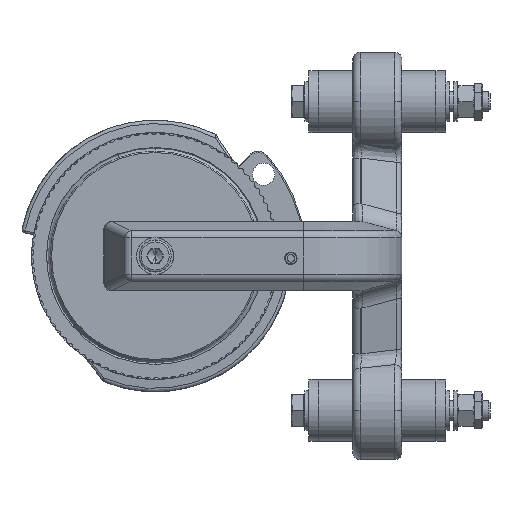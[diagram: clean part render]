
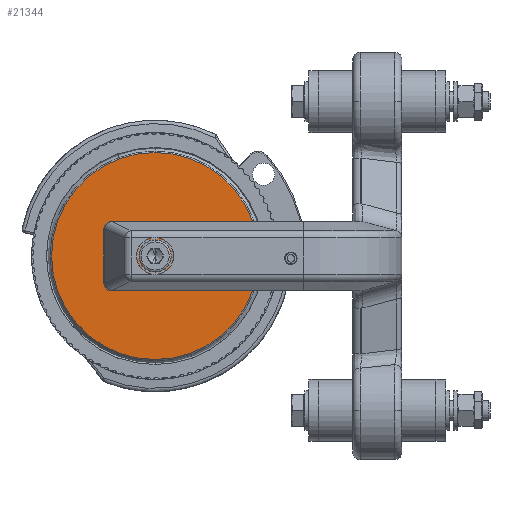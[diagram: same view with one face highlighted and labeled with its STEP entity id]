
A CAD part, left-side view. The second image highlights one B-rep face of the part: STEP entity #21344.
In plain terms, the highlighted planar face has unit normal (-1, 0, 0).
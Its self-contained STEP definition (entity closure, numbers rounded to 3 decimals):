
#2981 = FACE_OUTER_BOUND ( 'NONE', #52641, .T. ) ;
#2988 = FACE_BOUND ( 'NONE', #52389, .T. ) ;
#5455 = AXIS2_PLACEMENT_3D ( 'NONE', #6818, #6836, #6838 ) ;
#6818 = CARTESIAN_POINT ( 'NONE',  ( -237.5, 104.5, 0. ) ) ;
#6820 = PLANE ( 'NONE',  #5455 ) ;
#6836 = DIRECTION ( 'NONE',  ( 1., 0., 0. ) ) ;
#6838 = DIRECTION ( 'NONE',  ( 0., 0., -1. ) ) ;
#21344 = ADVANCED_FACE ( 'NONE', ( #2981, #2988 ), #6820, .F. ) ;
#27662 = ORIENTED_EDGE ( 'NONE', *, *, #34852, .T. ) ;
#27664 = ORIENTED_EDGE ( 'NONE', *, *, #34840, .T. ) ;
#27666 = ORIENTED_EDGE ( 'NONE', *, *, #34853, .F. ) ;
#27668 = ORIENTED_EDGE ( 'NONE', *, *, #34842, .F. ) ;
#29740 = VERTEX_POINT ( 'NONE', #44563 ) ;
#29750 = VERTEX_POINT ( 'NONE', #44569 ) ;
#29752 = VERTEX_POINT ( 'NONE', #44570 ) ;
#29865 = VERTEX_POINT ( 'NONE', #44636 ) ;
#34840 = EDGE_CURVE ( 'NONE', #29752, #29750, #41665, .T. ) ;
#34842 = EDGE_CURVE ( 'NONE', #29865, #29740, #41668, .T. ) ;
#34852 = EDGE_CURVE ( 'NONE', #29750, #29752, #41678, .T. ) ;
#34853 = EDGE_CURVE ( 'NONE', #29740, #29865, #41679, .T. ) ;
#41665 = CIRCLE ( 'NONE', #42896, 41.94 ) ;
#41668 = CIRCLE ( 'NONE', #42901, 4.5 ) ;
#41678 = CIRCLE ( 'NONE', #42907, 41.94 ) ;
#41679 = CIRCLE ( 'NONE', #42903, 4.5 ) ;
#42896 = AXIS2_PLACEMENT_3D ( 'NONE', #45643, #45660, #45661 ) ;
#42901 = AXIS2_PLACEMENT_3D ( 'NONE', #45665, #45666, #45667 ) ;
#42903 = AXIS2_PLACEMENT_3D ( 'NONE', #45685, #45711, #45712 ) ;
#42907 = AXIS2_PLACEMENT_3D ( 'NONE', #45689, #45708, #45709 ) ;
#44563 = CARTESIAN_POINT ( 'NONE',  ( -237.5, 100., 4.5 ) ) ;
#44569 = CARTESIAN_POINT ( 'NONE',  ( -237.5, 100., -41.94 ) ) ;
#44570 = CARTESIAN_POINT ( 'NONE',  ( -237.5, 100., 41.94 ) ) ;
#44636 = CARTESIAN_POINT ( 'NONE',  ( -237.5, 100., -4.5 ) ) ;
#45643 = CARTESIAN_POINT ( 'NONE',  ( -237.5, 100., 0. ) ) ;
#45660 = DIRECTION ( 'NONE',  ( -1., 0., 0. ) ) ;
#45661 = DIRECTION ( 'NONE',  ( 0., 0., -1. ) ) ;
#45665 = CARTESIAN_POINT ( 'NONE',  ( -237.5, 100., 0. ) ) ;
#45666 = DIRECTION ( 'NONE',  ( -1., 0., 0. ) ) ;
#45667 = DIRECTION ( 'NONE',  ( 0., 0., 1. ) ) ;
#45685 = CARTESIAN_POINT ( 'NONE',  ( -237.5, 100., 0. ) ) ;
#45689 = CARTESIAN_POINT ( 'NONE',  ( -237.5, 100., 0. ) ) ;
#45708 = DIRECTION ( 'NONE',  ( -1., 0., 0. ) ) ;
#45709 = DIRECTION ( 'NONE',  ( 0., 0., -1. ) ) ;
#45711 = DIRECTION ( 'NONE',  ( -1., 0., 0. ) ) ;
#45712 = DIRECTION ( 'NONE',  ( 0., 0., 1. ) ) ;
#52389 = EDGE_LOOP ( 'NONE', ( #27666, #27668 ) ) ;
#52641 = EDGE_LOOP ( 'NONE', ( #27662, #27664 ) ) ;
